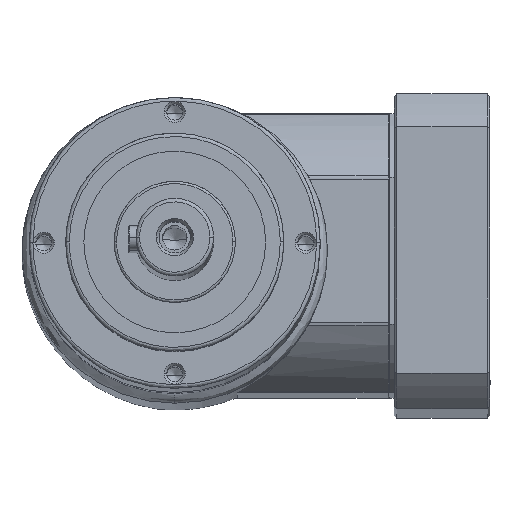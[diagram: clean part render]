
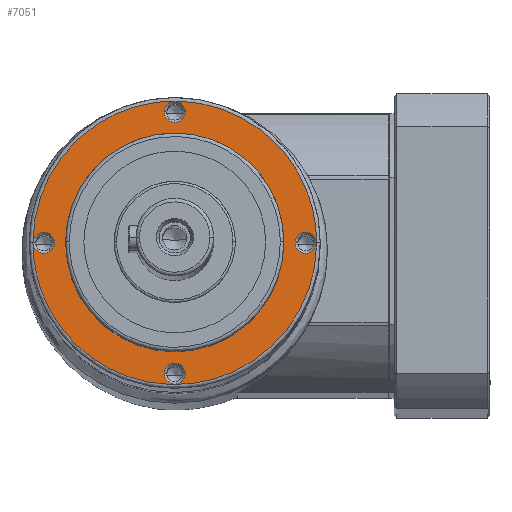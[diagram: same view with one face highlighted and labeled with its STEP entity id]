
A CAD part, left-side view. The second image highlights one B-rep face of the part: STEP entity #7051.
In plain terms, the highlighted face is planar.
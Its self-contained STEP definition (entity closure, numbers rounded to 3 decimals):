
#69 = ORIENTED_EDGE ( 'NONE', *, *, #6039, .T. ) ;
#113 = ORIENTED_EDGE ( 'NONE', *, *, #5954, .T. ) ;
#406 = CARTESIAN_POINT ( 'NONE',  ( 58.324, 0., 64. ) ) ;
#542 = ORIENTED_EDGE ( 'NONE', *, *, #5643, .T. ) ;
#825 = VERTEX_POINT ( 'NONE', #23080 ) ;
#1294 = DIRECTION ( 'NONE',  ( 1., 0., 0. ) ) ;
#1367 = DIRECTION ( 'NONE',  ( 0., 0., 1. ) ) ;
#1469 = CARTESIAN_POINT ( 'NONE',  ( 0., 0., 64. ) ) ;
#1716 = CARTESIAN_POINT ( 'NONE',  ( 58.5, 0., 64. ) ) ;
#1829 = CARTESIAN_POINT ( 'NONE',  ( 58.5, 117., 64. ) ) ;
#1889 = CIRCLE ( 'NONE', #16542, 45. ) ;
#2309 = FACE_BOUND ( 'NONE', #8423, .T. ) ;
#2330 = CIRCLE ( 'NONE', #7386, 45. ) ;
#2590 = CARTESIAN_POINT ( 'NONE',  ( -58.5, 0., 64. ) ) ;
#2630 = CARTESIAN_POINT ( 'NONE',  ( -58.5, 117., 64. ) ) ;
#2834 = DIRECTION ( 'NONE',  ( 0., 0., -1. ) ) ;
#2860 = PLANE ( 'NONE',  #6992 ) ;
#2972 = FACE_BOUND ( 'NONE', #8601, .T. ) ;
#3049 = VERTEX_POINT ( 'NONE', #11614 ) ;
#3634 = VERTEX_POINT ( 'NONE', #15230 ) ;
#4614 = CIRCLE ( 'NONE', #15378, 4.324 ) ;
#5356 = CARTESIAN_POINT ( 'NONE',  ( 0., -54., 64. ) ) ;
#5606 = EDGE_LOOP ( 'NONE', ( #18524, #19651 ) ) ;
#5636 = EDGE_LOOP ( 'NONE', ( #13399, #542 ) ) ;
#5643 = EDGE_CURVE ( 'NONE', #17066, #14849, #13938, .T. ) ;
#5686 = EDGE_LOOP ( 'NONE', ( #20480, #19383 ) ) ;
#5759 = DIRECTION ( 'NONE',  ( 1., 0., 0. ) ) ;
#5806 = EDGE_CURVE ( 'NONE', #3634, #13738, #10788, .T. ) ;
#5851 = DIRECTION ( 'NONE',  ( 0., 0., -1. ) ) ;
#5954 = EDGE_CURVE ( 'NONE', #27249, #24940, #1889, .T. ) ;
#5990 = AXIS2_PLACEMENT_3D ( 'NONE', #13007, #27956, #15210 ) ;
#6004 = CARTESIAN_POINT ( 'NONE',  ( 0., -54., 64. ) ) ;
#6036 = CARTESIAN_POINT ( 'NONE',  ( -58.5, 0., 64. ) ) ;
#6039 = EDGE_CURVE ( 'NONE', #18333, #24962, #15256, .T. ) ;
#6167 = EDGE_CURVE ( 'NONE', #825, #20004, #4614, .T. ) ;
#6455 = EDGE_CURVE ( 'NONE', #24156, #3049, #6976, .T. ) ;
#6709 = ORIENTED_EDGE ( 'NONE', *, *, #6167, .T. ) ;
#6976 =( BOUNDED_CURVE ( )  B_SPLINE_CURVE ( 3, ( #2590, #2630, #1829, #1716 ),
 .UNSPECIFIED., .F., .T. ) 
 B_SPLINE_CURVE_WITH_KNOTS ( ( 4, 4 ),
 ( 0.5, 1. ),
 .UNSPECIFIED. ) 
 CURVE ( )  GEOMETRIC_REPRESENTATION_ITEM ( )  RATIONAL_B_SPLINE_CURVE ( ( 1., 0.333, 0.333, 1. ) ) 
 REPRESENTATION_ITEM ( '' )  );
#6992 = AXIS2_PLACEMENT_3D ( 'NONE', #1469, #1367, #1294 ) ;
#7051 = ADVANCED_FACE ( 'NONE', ( #24642, #2972, #13982, #2309, #19849, #19152 ), #2860, .T. ) ;
#7386 = AXIS2_PLACEMENT_3D ( 'NONE', #17058, #2834, #18137 ) ;
#7604 = DIRECTION ( 'NONE',  ( 1., 0., 0. ) ) ;
#8186 = CARTESIAN_POINT ( 'NONE',  ( -4.324, -54., 64. ) ) ;
#8222 = DIRECTION ( 'NONE',  ( 0., 0., -1. ) ) ;
#8261 = EDGE_CURVE ( 'NONE', #3049, #24156, #11025, .T. ) ;
#8398 = CARTESIAN_POINT ( 'NONE',  ( -58.5, 0., 64. ) ) ;
#8423 = EDGE_LOOP ( 'NONE', ( #17991, #113 ) ) ;
#8428 = CARTESIAN_POINT ( 'NONE',  ( -58.5, -117., 64. ) ) ;
#8483 = CARTESIAN_POINT ( 'NONE',  ( 58.5, 0., 64. ) ) ;
#8569 = CARTESIAN_POINT ( 'NONE',  ( 58.5, -117., 64. ) ) ;
#8601 = EDGE_LOOP ( 'NONE', ( #9300, #69 ) ) ;
#9300 = ORIENTED_EDGE ( 'NONE', *, *, #10129, .T. ) ;
#9819 = EDGE_CURVE ( 'NONE', #20004, #825, #24731, .T. ) ;
#10129 = EDGE_CURVE ( 'NONE', #24962, #18333, #20594, .T. ) ;
#10568 = CARTESIAN_POINT ( 'NONE',  ( 4.324, 54., 64. ) ) ;
#10630 = EDGE_CURVE ( 'NONE', #24940, #27249, #2330, .T. ) ;
#10788 = CIRCLE ( 'NONE', #18189, 4.324 ) ;
#10871 = EDGE_CURVE ( 'NONE', #13738, #3634, #22396, .T. ) ;
#11025 =( BOUNDED_CURVE ( )  B_SPLINE_CURVE ( 3, ( #8483, #8569, #8428, #8398 ),
 .UNSPECIFIED., .F., .T. ) 
 B_SPLINE_CURVE_WITH_KNOTS ( ( 4, 4 ),
 ( 0., 0.5 ),
 .UNSPECIFIED. ) 
 CURVE ( )  GEOMETRIC_REPRESENTATION_ITEM ( )  RATIONAL_B_SPLINE_CURVE ( ( 1., 0.333, 0.333, 1. ) ) 
 REPRESENTATION_ITEM ( '' )  );
#11121 = AXIS2_PLACEMENT_3D ( 'NONE', #21334, #8222, #23354 ) ;
#11614 = CARTESIAN_POINT ( 'NONE',  ( 58.5, 0., 64. ) ) ;
#11949 = CARTESIAN_POINT ( 'NONE',  ( -54., 0., 64. ) ) ;
#12154 = CARTESIAN_POINT ( 'NONE',  ( -49.676, 0., 64. ) ) ;
#13007 = CARTESIAN_POINT ( 'NONE',  ( 0., 54., 64. ) ) ;
#13399 = ORIENTED_EDGE ( 'NONE', *, *, #13808, .T. ) ;
#13618 = CARTESIAN_POINT ( 'NONE',  ( 45., 0., 64. ) ) ;
#13738 = VERTEX_POINT ( 'NONE', #10568 ) ;
#13808 = EDGE_CURVE ( 'NONE', #14849, #17066, #28092, .T. ) ;
#13938 = CIRCLE ( 'NONE', #19993, 4.324 ) ;
#13982 = FACE_OUTER_BOUND ( 'NONE', #5686, .T. ) ;
#14071 = AXIS2_PLACEMENT_3D ( 'NONE', #11949, #27005, #14226 ) ;
#14226 = DIRECTION ( 'NONE',  ( 1., 0., 0. ) ) ;
#14849 = VERTEX_POINT ( 'NONE', #20642 ) ;
#15210 = DIRECTION ( 'NONE',  ( 1., 0., 0. ) ) ;
#15230 = CARTESIAN_POINT ( 'NONE',  ( -4.324, 54., 64. ) ) ;
#15256 = CIRCLE ( 'NONE', #16097, 4.324 ) ;
#15378 = AXIS2_PLACEMENT_3D ( 'NONE', #16408, #16349, #16320 ) ;
#16097 = AXIS2_PLACEMENT_3D ( 'NONE', #20500, #20467, #20415 ) ;
#16320 = DIRECTION ( 'NONE',  ( 1., 0., 0. ) ) ;
#16349 = DIRECTION ( 'NONE',  ( 0., 0., -1. ) ) ;
#16408 = CARTESIAN_POINT ( 'NONE',  ( -54., 0., 64. ) ) ;
#16542 = AXIS2_PLACEMENT_3D ( 'NONE', #23964, #23888, #23798 ) ;
#17058 = CARTESIAN_POINT ( 'NONE',  ( 0., 0., 64. ) ) ;
#17066 = VERTEX_POINT ( 'NONE', #8186 ) ;
#17569 = EDGE_LOOP ( 'NONE', ( #25709, #6709 ) ) ;
#17701 = AXIS2_PLACEMENT_3D ( 'NONE', #5356, #20748, #7604 ) ;
#17991 = ORIENTED_EDGE ( 'NONE', *, *, #10630, .T. ) ;
#18137 = DIRECTION ( 'NONE',  ( -1., 0., 0. ) ) ;
#18189 = AXIS2_PLACEMENT_3D ( 'NONE', #27953, #28046, #28136 ) ;
#18333 = VERTEX_POINT ( 'NONE', #21914 ) ;
#18524 = ORIENTED_EDGE ( 'NONE', *, *, #10871, .T. ) ;
#19152 = FACE_BOUND ( 'NONE', #5636, .T. ) ;
#19383 = ORIENTED_EDGE ( 'NONE', *, *, #8261, .F. ) ;
#19651 = ORIENTED_EDGE ( 'NONE', *, *, #5806, .T. ) ;
#19849 = FACE_BOUND ( 'NONE', #5606, .T. ) ;
#19993 = AXIS2_PLACEMENT_3D ( 'NONE', #6004, #5851, #5759 ) ;
#20004 = VERTEX_POINT ( 'NONE', #12154 ) ;
#20415 = DIRECTION ( 'NONE',  ( 1., 0., 0. ) ) ;
#20467 = DIRECTION ( 'NONE',  ( 0., 0., -1. ) ) ;
#20480 = ORIENTED_EDGE ( 'NONE', *, *, #6455, .F. ) ;
#20500 = CARTESIAN_POINT ( 'NONE',  ( 54., 0., 64. ) ) ;
#20594 = CIRCLE ( 'NONE', #11121, 4.324 ) ;
#20642 = CARTESIAN_POINT ( 'NONE',  ( 4.324, -54., 64. ) ) ;
#20748 = DIRECTION ( 'NONE',  ( 0., 0., -1. ) ) ;
#21334 = CARTESIAN_POINT ( 'NONE',  ( 54., 0., 64. ) ) ;
#21914 = CARTESIAN_POINT ( 'NONE',  ( 49.676, 0., 64. ) ) ;
#22396 = CIRCLE ( 'NONE', #5990, 4.324 ) ;
#23080 = CARTESIAN_POINT ( 'NONE',  ( -58.324, 0., 64. ) ) ;
#23354 = DIRECTION ( 'NONE',  ( 1., 0., 0. ) ) ;
#23798 = DIRECTION ( 'NONE',  ( -1., 0., 0. ) ) ;
#23888 = DIRECTION ( 'NONE',  ( 0., 0., -1. ) ) ;
#23964 = CARTESIAN_POINT ( 'NONE',  ( 0., 0., 64. ) ) ;
#24156 = VERTEX_POINT ( 'NONE', #6036 ) ;
#24301 = CARTESIAN_POINT ( 'NONE',  ( -45., 0., 64. ) ) ;
#24642 = FACE_BOUND ( 'NONE', #17569, .T. ) ;
#24731 = CIRCLE ( 'NONE', #14071, 4.324 ) ;
#24940 = VERTEX_POINT ( 'NONE', #24301 ) ;
#24962 = VERTEX_POINT ( 'NONE', #406 ) ;
#25709 = ORIENTED_EDGE ( 'NONE', *, *, #9819, .T. ) ;
#27005 = DIRECTION ( 'NONE',  ( 0., 0., -1. ) ) ;
#27249 = VERTEX_POINT ( 'NONE', #13618 ) ;
#27953 = CARTESIAN_POINT ( 'NONE',  ( 0., 54., 64. ) ) ;
#27956 = DIRECTION ( 'NONE',  ( 0., 0., -1. ) ) ;
#28046 = DIRECTION ( 'NONE',  ( 0., 0., -1. ) ) ;
#28092 = CIRCLE ( 'NONE', #17701, 4.324 ) ;
#28136 = DIRECTION ( 'NONE',  ( 1., 0., 0. ) ) ;
